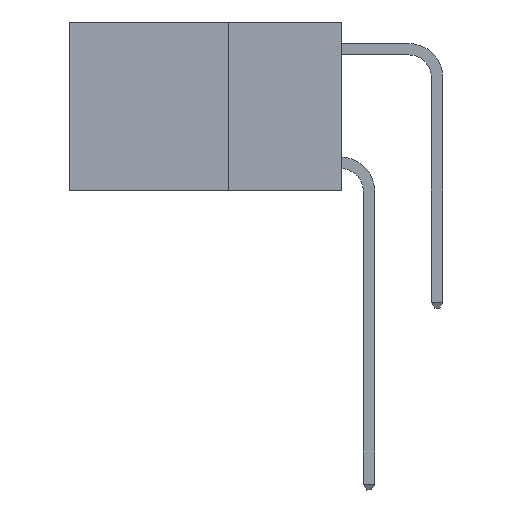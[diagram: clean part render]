
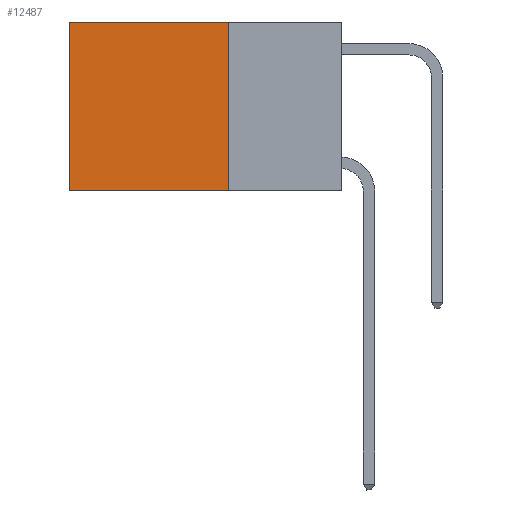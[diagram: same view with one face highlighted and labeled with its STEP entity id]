
A CAD part, left-side view. The second image highlights one B-rep face of the part: STEP entity #12487.
In plain terms, the highlighted planar face has unit normal (-1, 0, 0).
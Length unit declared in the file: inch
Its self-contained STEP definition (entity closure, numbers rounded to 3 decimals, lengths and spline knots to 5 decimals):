
#360 = VERTEX_POINT ( 'NONE', #8316 ) ;
#642 = DIRECTION ( 'NONE',  ( 0., 0., -1. ) ) ;
#698 = VECTOR ( 'NONE', #14601, 39.37008 ) ;
#713 = EDGE_CURVE ( 'NONE', #360, #5057, #10164, .T. ) ;
#826 = CARTESIAN_POINT ( 'NONE',  ( 0.2625, 0.25, -0.37 ) ) ;
#1801 = AXIS2_PLACEMENT_3D ( 'NONE', #8399, #12228, #7121 ) ;
#2002 = FACE_OUTER_BOUND ( 'NONE', #14875, .T. ) ;
#2003 = CARTESIAN_POINT ( 'NONE',  ( 0.2625, 0.25, 0. ) ) ;
#3202 = PLANE ( 'NONE',  #1801 ) ;
#3203 = CARTESIAN_POINT ( 'NONE',  ( 0.2625, 0.6, 0. ) ) ;
#4100 = CARTESIAN_POINT ( 'NONE',  ( 0.2625, 0.6, 0. ) ) ;
#5057 = VERTEX_POINT ( 'NONE', #826 ) ;
#5128 = CARTESIAN_POINT ( 'NONE',  ( 0.2625, 0.6, -0.37 ) ) ;
#5186 = ORIENTED_EDGE ( 'NONE', *, *, #713, .F. ) ;
#7075 = CARTESIAN_POINT ( 'NONE',  ( 0.2625, 0.25, 0. ) ) ;
#7121 = DIRECTION ( 'NONE',  ( 0., 0., -1. ) ) ;
#7720 = VECTOR ( 'NONE', #642, 39.37008 ) ;
#8316 = CARTESIAN_POINT ( 'NONE',  ( 0.2625, 0.25, 0. ) ) ;
#8399 = CARTESIAN_POINT ( 'NONE',  ( 0.2625, 0.25, 0. ) ) ;
#8425 = VERTEX_POINT ( 'NONE', #5128 ) ;
#8480 = DIRECTION ( 'NONE',  ( 0., 1., 0. ) ) ;
#9084 = VECTOR ( 'NONE', #8480, 39.37008 ) ;
#9110 = EDGE_CURVE ( 'NONE', #11398, #8425, #12229, .T. ) ;
#9298 = EDGE_CURVE ( 'NONE', #360, #11398, #16281, .T. ) ;
#9522 = CARTESIAN_POINT ( 'NONE',  ( 0.2625, 0.25, -0.37 ) ) ;
#9766 = ORIENTED_EDGE ( 'NONE', *, *, #9298, .T. ) ;
#10164 = LINE ( 'NONE', #7075, #12009 ) ;
#10821 = ORIENTED_EDGE ( 'NONE', *, *, #11882, .F. ) ;
#11349 = ORIENTED_EDGE ( 'NONE', *, *, #9110, .T. ) ;
#11398 = VERTEX_POINT ( 'NONE', #4100 ) ;
#11882 = EDGE_CURVE ( 'NONE', #5057, #8425, #15789, .T. ) ;
#12009 = VECTOR ( 'NONE', #13044, 39.37008 ) ;
#12228 = DIRECTION ( 'NONE',  ( 1., 0., 0. ) ) ;
#12229 = LINE ( 'NONE', #3203, #7720 ) ;
#12487 = ADVANCED_FACE ( 'NONE', ( #2002 ), #3202, .F. ) ;
#13044 = DIRECTION ( 'NONE',  ( 0., 0., -1. ) ) ;
#14601 = DIRECTION ( 'NONE',  ( 0., 1., 0. ) ) ;
#14875 = EDGE_LOOP ( 'NONE', ( #11349, #10821, #5186, #9766 ) ) ;
#15789 = LINE ( 'NONE', #9522, #698 ) ;
#16281 = LINE ( 'NONE', #2003, #9084 ) ;
